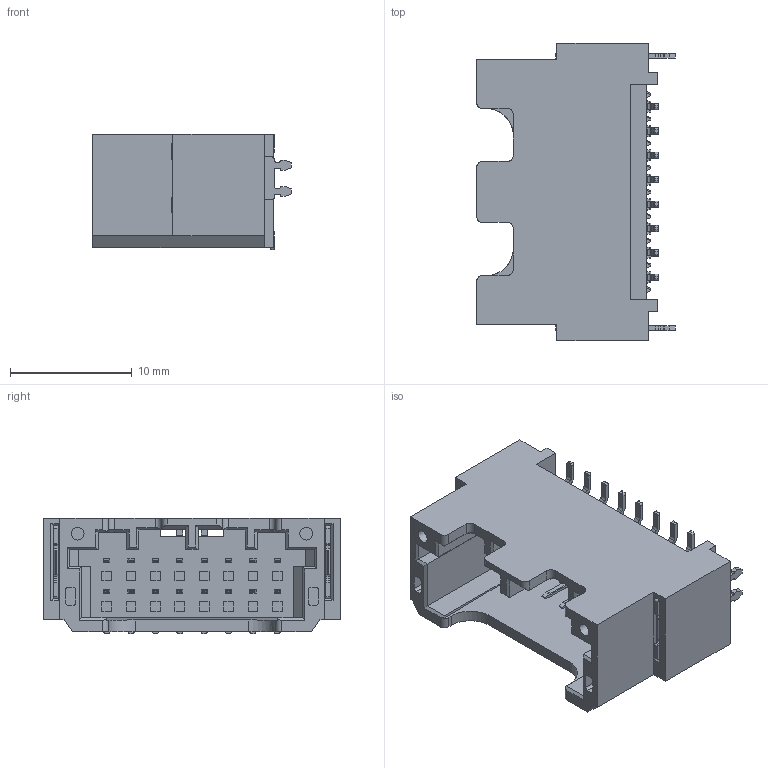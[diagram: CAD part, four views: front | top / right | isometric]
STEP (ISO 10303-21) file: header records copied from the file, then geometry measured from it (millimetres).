
FILE_DESCRIPTION( ('This file contains a STEP AP42 implementation' ,'as created by ZW3D STEP Interface translator.') ,'2;1' );
FILE_NAME( '72025-2MM016FBSNBR1.step' ,'23 823. 83021', (''), ('ZWCAD Software Co.'), 'Version 1.0', 'ZW3D to STEP translator', '' );
FILE_SCHEMA(('CONFIG_CONTROL_DESIGN'));
Length unit declared in the file: millimetre
Products named in the file (2): 0; 72025-2MM016FBSNBR1
Bounding box: 16.3 x 24.4 x 9.45 mm (x, y, z)
Volume: 1348.5 mm3; surface area: 2949.8 mm2
Topology: 1 solids, 1 shells, 1861 faces, 5672 edges, 3738 vertices
Faces by surface type: plane 1322, cylinder 502, bspline 37
Full cylindrical faces by diameter (mm): 1.05 x2
Entity records: 64086 total; most frequent: CARTESIAN_POINT 12645, ORIENTED_EDGE 11340, DIRECTION 10058, EDGE_CURVE 5670, VECTOR 4600, LINE 4600, VERTEX_POINT 3738, AXIS2_PLACEMENT_3D 2729
